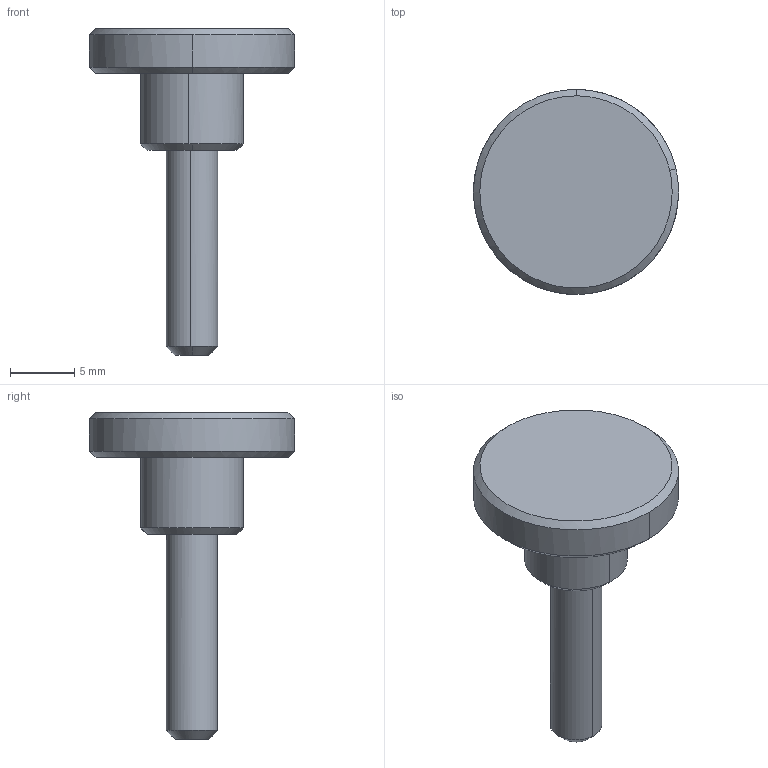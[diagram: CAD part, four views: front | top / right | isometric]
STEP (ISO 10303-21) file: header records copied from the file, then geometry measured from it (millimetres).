
FILE_DESCRIPTION((''),'2;1');
FILE_NAME('','2005-07-15T10:49:45',(''),(''),'','CADfix','');
FILE_SCHEMA(('AUTOMOTIVE_DESIGN'));
Length unit declared in the file: millimetre
Products named in the file (1): knob
Bounding box: 16 x 16 x 25.5 mm (x, y, z)
Volume: 1190.9 mm3; surface area: 886.7 mm2
Topology: 1 solids, 1 shells, 18 faces, 61 edges, 47 vertices
Faces by surface type: bspline 18
Entity records: 769 total; most frequent: CARTESIAN_POINT 441, ORIENTED_EDGE 122, EDGE_CURVE 61, VERTEX_POINT 47, EDGE_LOOP 20, FACE_OUTER_BOUND 18, ADVANCED_FACE 18, QUASI_UNIFORM_CURVE 14
